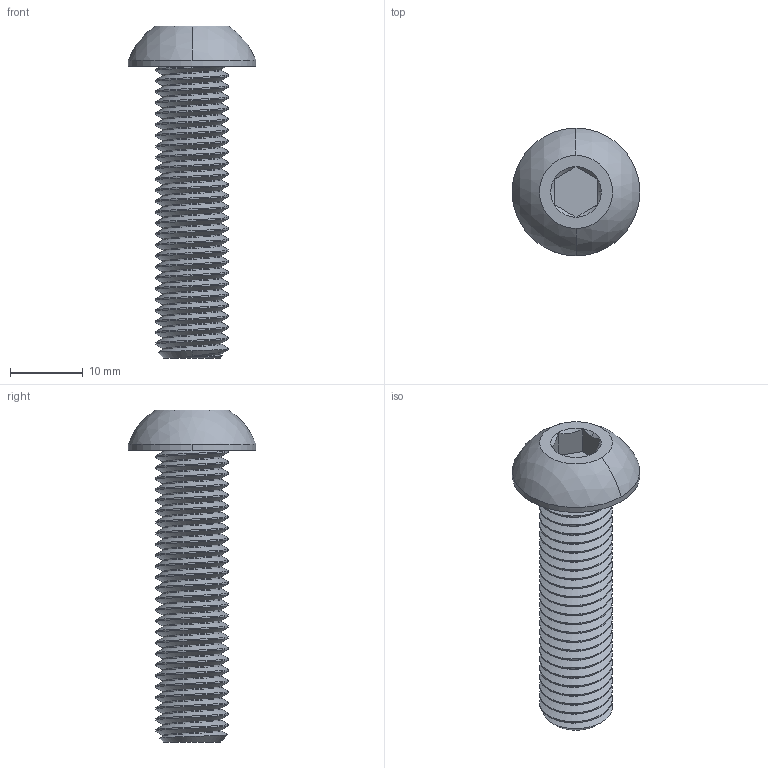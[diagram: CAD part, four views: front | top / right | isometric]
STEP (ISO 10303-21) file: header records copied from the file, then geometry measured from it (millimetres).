
FILE_DESCRIPTION (( 'STEP AP203' ), '1' );
FILE_NAME ('91352A166_Alloy Steel Button Head Hex Drive Screws.STEP', '2021-07-11T08:08:45', ( 'Administrator' ), ( 'Managed by Terraform' ), 'SwSTEP 2.0', 'SolidWorks 2017', '' );
FILE_SCHEMA (( 'CONFIG_CONTROL_DESIGN' ));
Length unit declared in the file: millimetre
Products named in the file (1): 91352A166_Alloy Steel Button Head Hex Drive Screws
Bounding box: 17.5 x 17.5 x 45.5 mm (x, y, z)
Volume: 3443.2 mm3; surface area: 2675.1 mm2
Topology: 1 solids, 1 shells, 134 faces, 377 edges, 247 vertices
Faces by surface type: cylinder 110, cone 10, plane 10, sphere 2, bspline 2
Entity records: 7331 total; most frequent: CARTESIAN_POINT 4453, ORIENTED_EDGE 754, DIRECTION 438, EDGE_CURVE 377, VERTEX_POINT 247, AXIS2_PLACEMENT_3D 157, EDGE_LOOP 136, FACE_OUTER_BOUND 134
